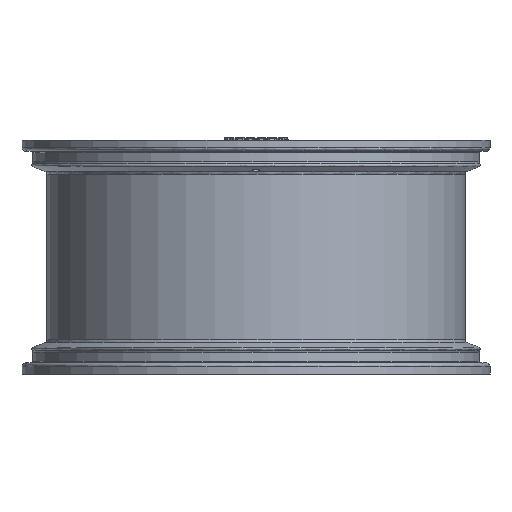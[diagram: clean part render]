
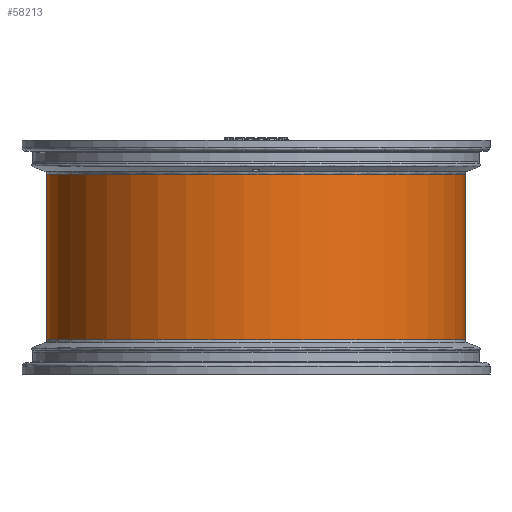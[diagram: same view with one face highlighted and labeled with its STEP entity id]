
A CAD part, front view. The second image highlights one B-rep face of the part: STEP entity #58213.
In plain terms, the highlighted free-form (B-spline) face has degree [2, 1] with [5, 2] control points.
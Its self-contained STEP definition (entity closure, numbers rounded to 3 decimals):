
#29120 = VERTEX_POINT('',#29121);
#29121 = CARTESIAN_POINT('',(206.969,0.,-197.998));
#29122 = VERTEX_POINT('',#29123);
#29123 = CARTESIAN_POINT('',(-206.969,0.,
    -197.998));
#29131 = EDGE_CURVE('',#29122,#29132,#29134,.T.);
#29132 = VERTEX_POINT('',#29133);
#29133 = CARTESIAN_POINT('',(-206.969,0.,
    -33.702));
#29134 = B_SPLINE_CURVE_WITH_KNOTS('',1,(#29135,#29136),.UNSPECIFIED.,
  .F.,.F.,(2,2),(-195.349,-33.251),
  .PIECEWISE_BEZIER_KNOTS.);
#29135 = CARTESIAN_POINT('',(-206.969,0.,
    -197.998));
#29136 = CARTESIAN_POINT('',(-206.969,0.,
    -33.702));
#29139 = VERTEX_POINT('',#29140);
#29140 = CARTESIAN_POINT('',(206.969,0.,-33.702));
#29148 = EDGE_CURVE('',#29120,#29139,#29149,.T.);
#29149 = B_SPLINE_CURVE_WITH_KNOTS('',1,(#29150,#29151),.UNSPECIFIED.,
  .F.,.F.,(2,2),(-195.349,-33.251),
  .PIECEWISE_BEZIER_KNOTS.);
#29150 = CARTESIAN_POINT('',(206.969,0.,-197.998));
#29151 = CARTESIAN_POINT('',(206.969,0.,-33.702));
#29191 = EDGE_CURVE('',#29122,#29120,#29192,.T.);
#29192 = ( BOUNDED_CURVE() B_SPLINE_CURVE(2,(#29193,#29194,#29195,#29196
,#29197),.UNSPECIFIED.,.F.,.F.) B_SPLINE_CURVE_WITH_KNOTS((3,2,3),(
    3.142,4.712,6.283),
.PIECEWISE_BEZIER_KNOTS.) CURVE() GEOMETRIC_REPRESENTATION_ITEM() 
RATIONAL_B_SPLINE_CURVE((1.,0.707,1.,0.707,1.)) 
REPRESENTATION_ITEM('') );
#29193 = CARTESIAN_POINT('',(-206.969,0.,
    -197.998));
#29194 = CARTESIAN_POINT('',(-206.969,-206.969,
    -197.998));
#29195 = CARTESIAN_POINT('',(0.,-206.969,
    -197.998));
#29196 = CARTESIAN_POINT('',(206.969,-206.969,
    -197.998));
#29197 = CARTESIAN_POINT('',(206.969,0.,
    -197.998));
#32201 = EDGE_CURVE('',#29132,#29139,#32202,.T.);
#32202 = ( BOUNDED_CURVE() B_SPLINE_CURVE(2,(#32203,#32204,#32205,#32206
,#32207),.UNSPECIFIED.,.F.,.F.) B_SPLINE_CURVE_WITH_KNOTS((3,2,3),(
    3.142,4.712,6.283),
.PIECEWISE_BEZIER_KNOTS.) CURVE() GEOMETRIC_REPRESENTATION_ITEM() 
RATIONAL_B_SPLINE_CURVE((1.,0.707,1.,0.707,1.)) 
REPRESENTATION_ITEM('') );
#32203 = CARTESIAN_POINT('',(-206.969,0.,
    -33.702));
#32204 = CARTESIAN_POINT('',(-206.969,-206.969,
    -33.702));
#32205 = CARTESIAN_POINT('',(0.,-206.969,
    -33.702));
#32206 = CARTESIAN_POINT('',(206.969,-206.969,
    -33.702));
#32207 = CARTESIAN_POINT('',(206.969,0.,
    -33.702));
#58213 = ADVANCED_FACE('',(#58214),#58220,.T.);
#58214 = FACE_BOUND('',#58215,.T.);
#58215 = EDGE_LOOP('',(#58216,#58217,#58218,#58219));
#58216 = ORIENTED_EDGE('',*,*,#29131,.F.);
#58217 = ORIENTED_EDGE('',*,*,#29191,.T.);
#58218 = ORIENTED_EDGE('',*,*,#29148,.T.);
#58219 = ORIENTED_EDGE('',*,*,#32201,.F.);
#58220 = ( BOUNDED_SURFACE() B_SPLINE_SURFACE(2,1,(
    (#58221,#58222)
    ,(#58223,#58224)
    ,(#58225,#58226)
    ,(#58227,#58228)
    ,(#58229,#58230
)),.UNSPECIFIED.,.F.,.F.,.F.) B_SPLINE_SURFACE_WITH_KNOTS((3,2,3),(2,2),
  (3.142,4.712,6.283),(-195.349,
    -33.251),.PIECEWISE_BEZIER_KNOTS.) 
GEOMETRIC_REPRESENTATION_ITEM() RATIONAL_B_SPLINE_SURFACE((
    (1.,1.)
    ,(0.707,0.707)
    ,(1.,1.)
    ,(0.707,0.707)
,(1.,1.))) REPRESENTATION_ITEM('') SURFACE() );
#58221 = CARTESIAN_POINT('',(-206.969,0.,
    -197.998));
#58222 = CARTESIAN_POINT('',(-206.969,0.,
    -33.702));
#58223 = CARTESIAN_POINT('',(-206.969,-206.969,
    -197.998));
#58224 = CARTESIAN_POINT('',(-206.969,-206.969,
    -33.702));
#58225 = CARTESIAN_POINT('',(0.,-206.969,
    -197.998));
#58226 = CARTESIAN_POINT('',(0.,-206.969,
    -33.702));
#58227 = CARTESIAN_POINT('',(206.969,-206.969,
    -197.998));
#58228 = CARTESIAN_POINT('',(206.969,-206.969,
    -33.702));
#58229 = CARTESIAN_POINT('',(206.969,0.,
    -197.998));
#58230 = CARTESIAN_POINT('',(206.969,0.,
    -33.702));
